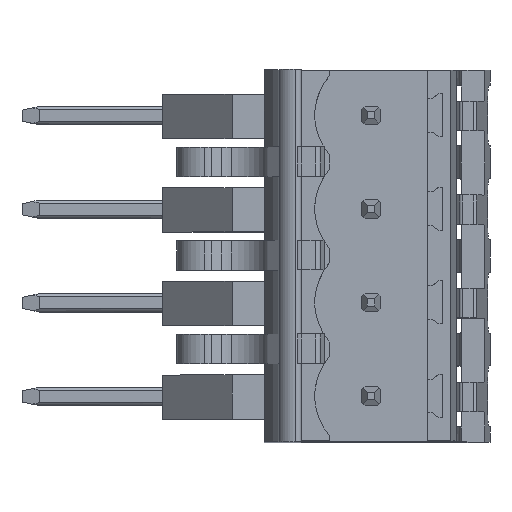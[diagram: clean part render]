
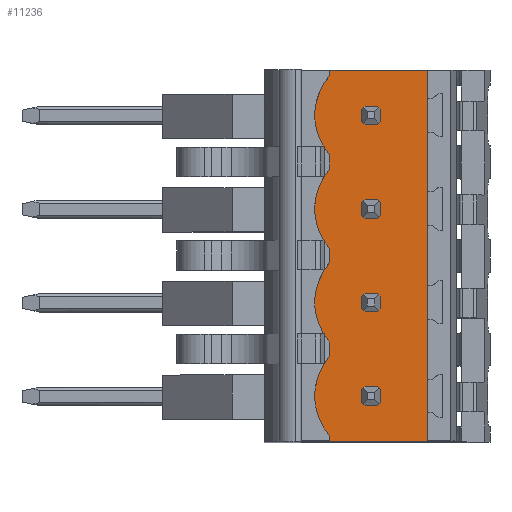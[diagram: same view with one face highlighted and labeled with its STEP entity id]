
A CAD part, top view. The second image highlights one B-rep face of the part: STEP entity #11236.
In plain terms, the highlighted planar face has unit normal (0, 0, 1).
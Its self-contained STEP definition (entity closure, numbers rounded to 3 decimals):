
#6766=AXIS2_PLACEMENT_3D('Circle Axis2P3D',#6764,#6765,$) ;
#6814=AXIS2_PLACEMENT_3D('Circle Axis2P3D',#6812,#6813,$) ;
#6862=AXIS2_PLACEMENT_3D('Circle Axis2P3D',#6860,#6861,$) ;
#6910=AXIS2_PLACEMENT_3D('Circle Axis2P3D',#6908,#6909,$) ;
#11220=AXIS2_PLACEMENT_3D('Plane Axis2P3D',#11217,#11218,#11219) ;
#507=CARTESIAN_POINT('Vertex',(22.01,20.18,10.45)) ;
#626=CARTESIAN_POINT('Vertex',(16.69,20.18,10.45)) ;
#629=CARTESIAN_POINT('Line Origine',(19.35,20.18,10.45)) ;
#1849=CARTESIAN_POINT('Line Origine',(19.35,0.06,10.45)) ;
#1853=CARTESIAN_POINT('Vertex',(16.69,0.06,10.45)) ;
#1855=CARTESIAN_POINT('Vertex',(22.01,0.06,10.45)) ;
#2852=CARTESIAN_POINT('Line Origine',(22.01,10.12,10.45)) ;
#3923=CARTESIAN_POINT('Vertex',(16.69,19.894,10.45)) ;
#3926=CARTESIAN_POINT('Line Origine',(16.69,20.037,10.45)) ;
#4826=CARTESIAN_POINT('Line Origine',(16.69,0.203,10.45)) ;
#4830=CARTESIAN_POINT('Vertex',(16.69,0.346,10.45)) ;
#6764=CARTESIAN_POINT('Axis2P3D Location',(19.19,2.5,10.45)) ;
#6768=CARTESIAN_POINT('Vertex',(16.69,4.654,10.45)) ;
#6792=CARTESIAN_POINT('Vertex',(16.69,5.426,10.45)) ;
#6795=CARTESIAN_POINT('Line Origine',(16.69,5.04,10.45)) ;
#6812=CARTESIAN_POINT('Axis2P3D Location',(19.19,7.58,10.45)) ;
#6816=CARTESIAN_POINT('Vertex',(16.69,9.734,10.45)) ;
#6840=CARTESIAN_POINT('Vertex',(16.69,10.506,10.45)) ;
#6843=CARTESIAN_POINT('Line Origine',(16.69,10.12,10.45)) ;
#6860=CARTESIAN_POINT('Axis2P3D Location',(19.19,12.66,10.45)) ;
#6864=CARTESIAN_POINT('Vertex',(16.69,14.814,10.45)) ;
#6888=CARTESIAN_POINT('Vertex',(16.69,15.586,10.45)) ;
#6891=CARTESIAN_POINT('Line Origine',(16.69,15.2,10.45)) ;
#6908=CARTESIAN_POINT('Axis2P3D Location',(19.19,17.74,10.45)) ;
#11217=CARTESIAN_POINT('Axis2P3D Location',(22.01,20.28,10.45)) ;
#630=DIRECTION('Vector Direction',(1.,0.,0.)) ;
#1850=DIRECTION('Vector Direction',(1.,0.,0.)) ;
#2853=DIRECTION('Vector Direction',(0.,-1.,0.)) ;
#3927=DIRECTION('Vector Direction',(0.,-1.,0.)) ;
#4827=DIRECTION('Vector Direction',(0.,-1.,0.)) ;
#6765=DIRECTION('Axis2P3D Direction',(-0.,0.,-1.)) ;
#6796=DIRECTION('Vector Direction',(0.,-1.,0.)) ;
#6813=DIRECTION('Axis2P3D Direction',(-0.,0.,-1.)) ;
#6844=DIRECTION('Vector Direction',(0.,-1.,0.)) ;
#6861=DIRECTION('Axis2P3D Direction',(-0.,0.,-1.)) ;
#6892=DIRECTION('Vector Direction',(0.,-1.,0.)) ;
#6909=DIRECTION('Axis2P3D Direction',(-0.,0.,-1.)) ;
#11218=DIRECTION('Axis2P3D Direction',(0.,0.,1.)) ;
#11219=DIRECTION('Axis2P3D XDirection',(0.,-1.,0.)) ;
#631=VECTOR('Line Direction',#630,1.) ;
#1851=VECTOR('Line Direction',#1850,1.) ;
#2854=VECTOR('Line Direction',#2853,1.) ;
#3928=VECTOR('Line Direction',#3927,1.) ;
#4828=VECTOR('Line Direction',#4827,1.) ;
#6797=VECTOR('Line Direction',#6796,1.) ;
#6845=VECTOR('Line Direction',#6844,1.) ;
#6893=VECTOR('Line Direction',#6892,1.) ;
#11223=ORIENTED_EDGE('',*,*,#1857,.T.) ;
#11224=ORIENTED_EDGE('',*,*,#2856,.F.) ;
#11225=ORIENTED_EDGE('',*,*,#633,.F.) ;
#11226=ORIENTED_EDGE('',*,*,#3930,.T.) ;
#11227=ORIENTED_EDGE('',*,*,#6912,.T.) ;
#11228=ORIENTED_EDGE('',*,*,#6895,.T.) ;
#11229=ORIENTED_EDGE('',*,*,#6866,.T.) ;
#11230=ORIENTED_EDGE('',*,*,#6847,.T.) ;
#11231=ORIENTED_EDGE('',*,*,#6818,.T.) ;
#11232=ORIENTED_EDGE('',*,*,#6799,.T.) ;
#11233=ORIENTED_EDGE('',*,*,#6770,.T.) ;
#11234=ORIENTED_EDGE('',*,*,#4832,.T.) ;
#11236=ADVANCED_FACE('V1',(#11235),#11221,.T.) ;
#6767=CIRCLE('generated circle',#6766,3.3) ;
#6815=CIRCLE('generated circle',#6814,3.3) ;
#6863=CIRCLE('generated circle',#6862,3.3) ;
#6911=CIRCLE('generated circle',#6910,3.3) ;
#633=EDGE_CURVE('',#627,#508,#632,.T.) ;
#1857=EDGE_CURVE('',#1854,#1856,#1852,.T.) ;
#2856=EDGE_CURVE('',#508,#1856,#2855,.T.) ;
#3930=EDGE_CURVE('',#627,#3924,#3929,.T.) ;
#4832=EDGE_CURVE('',#4831,#1854,#4829,.T.) ;
#6770=EDGE_CURVE('',#6769,#4831,#6767,.F.) ;
#6799=EDGE_CURVE('',#6793,#6769,#6798,.T.) ;
#6818=EDGE_CURVE('',#6817,#6793,#6815,.F.) ;
#6847=EDGE_CURVE('',#6841,#6817,#6846,.T.) ;
#6866=EDGE_CURVE('',#6865,#6841,#6863,.F.) ;
#6895=EDGE_CURVE('',#6889,#6865,#6894,.T.) ;
#6912=EDGE_CURVE('',#3924,#6889,#6911,.F.) ;
#11222=EDGE_LOOP('',(#11223,#11224,#11225,#11226,#11227,#11228,#11229,#11230,#11231,#11232,#11233,#11234)) ;
#11235=FACE_OUTER_BOUND('',#11222,.T.) ;
#632=LINE('Line',#629,#631) ;
#1852=LINE('Line',#1849,#1851) ;
#2855=LINE('Line',#2852,#2854) ;
#3929=LINE('Line',#3926,#3928) ;
#4829=LINE('Line',#4826,#4828) ;
#6798=LINE('Line',#6795,#6797) ;
#6846=LINE('Line',#6843,#6845) ;
#6894=LINE('Line',#6891,#6893) ;
#11221=PLANE('',#11220) ;
#508=VERTEX_POINT('',#507) ;
#627=VERTEX_POINT('',#626) ;
#1854=VERTEX_POINT('',#1853) ;
#1856=VERTEX_POINT('',#1855) ;
#3924=VERTEX_POINT('',#3923) ;
#4831=VERTEX_POINT('',#4830) ;
#6769=VERTEX_POINT('',#6768) ;
#6793=VERTEX_POINT('',#6792) ;
#6817=VERTEX_POINT('',#6816) ;
#6841=VERTEX_POINT('',#6840) ;
#6865=VERTEX_POINT('',#6864) ;
#6889=VERTEX_POINT('',#6888) ;
